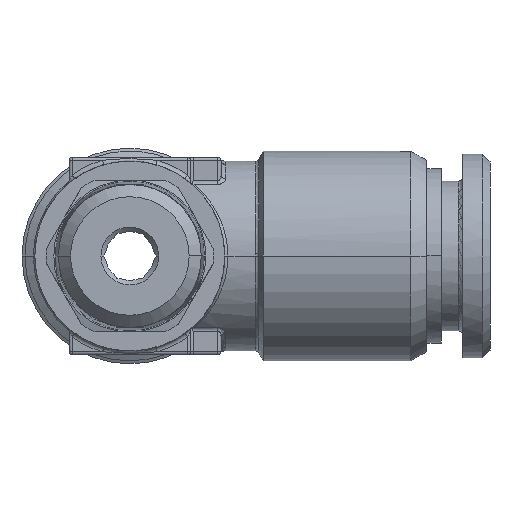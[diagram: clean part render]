
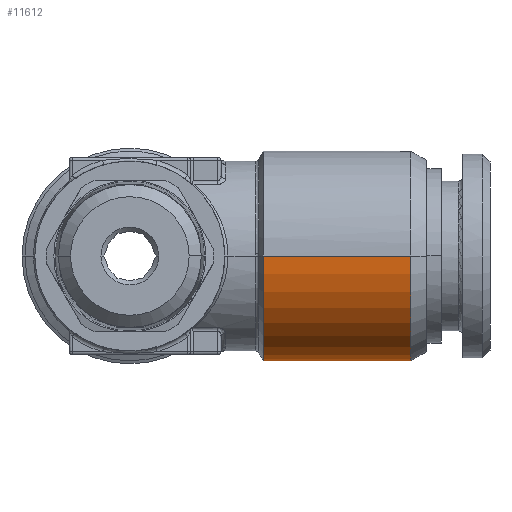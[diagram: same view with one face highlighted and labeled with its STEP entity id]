
A CAD part, left-side view. The second image highlights one B-rep face of the part: STEP entity #11612.
In plain terms, the highlighted cylindrical face has radius 6.9 mm (diameter 13.8 mm), a partial arc.
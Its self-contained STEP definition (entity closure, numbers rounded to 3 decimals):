
#8346=CARTESIAN_POINT('Vertex',(6.9,-8.8,0.)) ;
#8348=CARTESIAN_POINT('Vertex',(-6.9,-8.8,0.)) ;
#9532=CARTESIAN_POINT('Axis2P3D Location',(0.,-8.8,0.)) ;
#9565=CARTESIAN_POINT('Vertex',(6.9,-18.48,0.)) ;
#9567=CARTESIAN_POINT('Vertex',(-6.9,-18.48,0.)) ;
#9570=CARTESIAN_POINT('Line Origine',(6.9,-20.14,0.)) ;
#9575=CARTESIAN_POINT('Line Origine',(-6.9,-20.14,0.)) ;
#11596=CARTESIAN_POINT('Axis2P3D Location',(0.,-20.14,0.)) ;
#11601=CARTESIAN_POINT('Axis2P3D Location',(0.,-18.48,0.)) ;
#9533=DIRECTION('Axis2P3D Direction',(-0.,1.,0.)) ;
#9571=DIRECTION('Vector Direction',(0.,1.,0.)) ;
#9576=DIRECTION('Vector Direction',(0.,1.,0.)) ;
#11597=DIRECTION('Axis2P3D Direction',(-0.,1.,0.)) ;
#11598=DIRECTION('Axis2P3D XDirection',(1.,0.,0.)) ;
#11602=DIRECTION('Axis2P3D Direction',(-0.,1.,0.)) ;
#9534=AXIS2_PLACEMENT_3D('Circle Axis2P3D',#9532,#9533,$) ;
#11599=AXIS2_PLACEMENT_3D('Cylinder Axis2P3D',#11596,#11597,#11598) ;
#11603=AXIS2_PLACEMENT_3D('Circle Axis2P3D',#11601,#11602,$) ;
#11607=ORIENTED_EDGE('',*,*,#9536,.F.) ;
#11608=ORIENTED_EDGE('',*,*,#9574,.T.) ;
#11609=ORIENTED_EDGE('',*,*,#11605,.T.) ;
#11610=ORIENTED_EDGE('',*,*,#9579,.F.) ;
#9572=VECTOR('Line Direction',#9571,1.) ;
#9577=VECTOR('Line Direction',#9576,1.) ;
#11612=ADVANCED_FACE('PR425B-08R18',(#11611),#11600,.T.) ;
#9535=CIRCLE('generated circle',#9534,6.9) ;
#11604=CIRCLE('generated circle',#11603,6.9) ;
#11600=CYLINDRICAL_SURFACE('generated cylinder',#11599,6.9) ;
#9536=EDGE_CURVE('',#8347,#8349,#9535,.T.) ;
#9574=EDGE_CURVE('',#8347,#9566,#9573,.F.) ;
#9579=EDGE_CURVE('',#8349,#9568,#9578,.F.) ;
#11605=EDGE_CURVE('',#9566,#9568,#11604,.T.) ;
#11606=EDGE_LOOP('',(#11607,#11608,#11609,#11610)) ;
#11611=FACE_OUTER_BOUND('',#11606,.T.) ;
#9573=LINE('Line',#9570,#9572) ;
#9578=LINE('Line',#9575,#9577) ;
#8347=VERTEX_POINT('',#8346) ;
#8349=VERTEX_POINT('',#8348) ;
#9566=VERTEX_POINT('',#9565) ;
#9568=VERTEX_POINT('',#9567) ;
